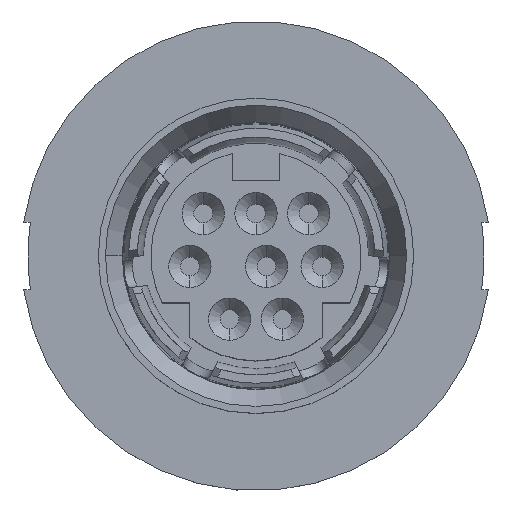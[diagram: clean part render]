
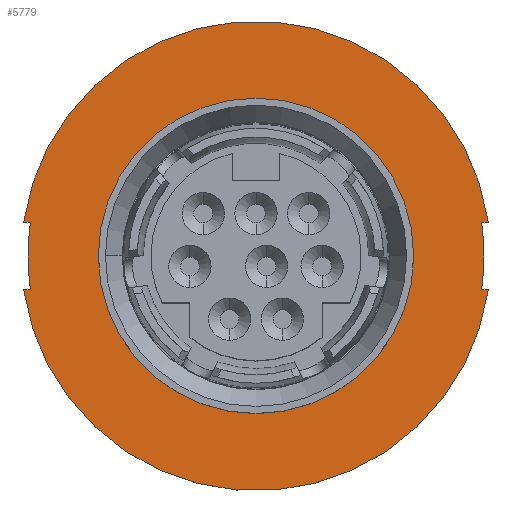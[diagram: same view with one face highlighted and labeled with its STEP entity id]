
A CAD part, top view. The second image highlights one B-rep face of the part: STEP entity #5779.
In plain terms, the highlighted planar face has unit normal (0, 0, 1).
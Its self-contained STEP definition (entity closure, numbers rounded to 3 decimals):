
#876=CARTESIAN_POINT('',(0.,0.,-3.531));
#877=DIRECTION('',(0.,0.,1.));
#878=DIRECTION('',(0.99,0.143,0.));
#879=AXIS2_PLACEMENT_3D('',#876,#877,#878);
#891=CARTESIAN_POINT('',(0.,0.,-3.531));
#892=DIRECTION('',(0.,0.,1.));
#893=DIRECTION('',(-0.99,-0.143,0.));
#894=AXIS2_PLACEMENT_3D('',#891,#892,#893);
#896=DIRECTION('',(-1.,0.,0.));
#897=VECTOR('',#896,0.254);
#898=CARTESIAN_POINT('',(8.799,1.27,-3.531));
#899=LINE('',#898,#897);
#900=CARTESIAN_POINT('',(0.,0.,-3.531));
#901=DIRECTION('',(0.,0.,1.));
#902=DIRECTION('',(0.989,-0.147,0.));
#903=AXIS2_PLACEMENT_3D('',#900,#901,#902);
#905=DIRECTION('',(1.,0.,0.));
#906=VECTOR('',#905,0.254);
#907=CARTESIAN_POINT('',(8.545,-1.27,-3.531));
#908=LINE('',#907,#906);
#909=DIRECTION('',(1.,0.,0.));
#910=VECTOR('',#909,0.254);
#911=CARTESIAN_POINT('',(-8.799,-1.27,-3.531));
#912=LINE('',#911,#910);
#913=CARTESIAN_POINT('',(0.,0.,-3.531));
#914=DIRECTION('',(0.,0.,1.));
#915=DIRECTION('',(-0.989,0.147,0.));
#916=AXIS2_PLACEMENT_3D('',#913,#914,#915);
#918=DIRECTION('',(-1.,0.,0.));
#919=VECTOR('',#918,0.254);
#920=CARTESIAN_POINT('',(-8.545,1.27,-3.531));
#921=LINE('',#920,#919);
#930=CARTESIAN_POINT('',(0.,0.,-3.531));
#931=DIRECTION('',(0.,0.,1.));
#932=DIRECTION('',(0.,1.,0.));
#933=AXIS2_PLACEMENT_3D('',#930,#931,#932);
#935=CARTESIAN_POINT('',(0.,0.,-3.531));
#936=DIRECTION('',(0.,0.,-1.));
#937=DIRECTION('',(0.,1.,0.));
#938=AXIS2_PLACEMENT_3D('',#935,#936,#937);
#4196=CARTESIAN_POINT('',(0.,5.97,-3.531));
#4198=VERTEX_POINT('',#4196);
#4206=CARTESIAN_POINT('',(0.,-5.97,-3.531));
#4208=VERTEX_POINT('',#4206);
#4522=CARTESIAN_POINT('',(8.799,1.27,-3.531));
#4523=VERTEX_POINT('',#4522);
#4524=CARTESIAN_POINT('',(8.799,-1.27,-3.531));
#4525=VERTEX_POINT('',#4524);
#4526=CARTESIAN_POINT('',(-8.799,-1.27,-3.531));
#4527=CARTESIAN_POINT('',(-8.545,-1.27,-3.531));
#4528=VERTEX_POINT('',#4526);
#4529=VERTEX_POINT('',#4527);
#4530=CARTESIAN_POINT('',(-8.545,1.27,-3.531));
#4531=VERTEX_POINT('',#4530);
#4532=CARTESIAN_POINT('',(-8.799,1.27,-3.531));
#4533=VERTEX_POINT('',#4532);
#4534=CARTESIAN_POINT('',(8.545,1.27,-3.531));
#4535=VERTEX_POINT('',#4534);
#4536=CARTESIAN_POINT('',(8.545,-1.27,-3.531));
#4537=VERTEX_POINT('',#4536);
#5752=CARTESIAN_POINT('',(0.,0.,-3.531));
#5753=DIRECTION('',(0.,0.,-1.));
#5754=DIRECTION('',(0.,-1.,0.));
#5755=AXIS2_PLACEMENT_3D('',#5752,#5753,#5754);
#5756=PLANE('',#5755);
#5757=ORIENTED_EDGE('',*,*,#5727,.F.);
#5759=ORIENTED_EDGE('',*,*,#5758,.T.);
#5761=ORIENTED_EDGE('',*,*,#5760,.F.);
#5763=ORIENTED_EDGE('',*,*,#5762,.T.);
#5764=ORIENTED_EDGE('',*,*,#5745,.F.);
#5766=ORIENTED_EDGE('',*,*,#5765,.T.);
#5768=ORIENTED_EDGE('',*,*,#5767,.F.);
#5770=ORIENTED_EDGE('',*,*,#5769,.T.);
#5771=EDGE_LOOP('',(#5757,#5759,#5761,#5763,#5764,#5766,#5768,#5770));
#5772=FACE_OUTER_BOUND('',#5771,.F.);
#5774=ORIENTED_EDGE('',*,*,#5773,.T.);
#5776=ORIENTED_EDGE('',*,*,#5775,.F.);
#5777=EDGE_LOOP('',(#5774,#5776));
#5778=FACE_BOUND('',#5777,.F.);
#880=CIRCLE('',#879,8.89);
#895=CIRCLE('',#894,8.89);
#904=CIRCLE('',#903,8.639);
#917=CIRCLE('',#916,8.639);
#934=CIRCLE('',#933,5.97);
#939=CIRCLE('',#938,5.97);
#5727=EDGE_CURVE('',#4523,#4533,#880,.T.);
#5745=EDGE_CURVE('',#4528,#4525,#895,.T.);
#5758=EDGE_CURVE('',#4523,#4535,#899,.T.);
#5760=EDGE_CURVE('',#4537,#4535,#904,.T.);
#5762=EDGE_CURVE('',#4537,#4525,#908,.T.);
#5765=EDGE_CURVE('',#4528,#4529,#912,.T.);
#5767=EDGE_CURVE('',#4531,#4529,#917,.T.);
#5769=EDGE_CURVE('',#4531,#4533,#921,.T.);
#5773=EDGE_CURVE('',#4198,#4208,#934,.T.);
#5775=EDGE_CURVE('',#4198,#4208,#939,.T.);
#5779=ADVANCED_FACE('',(#5772,#5778),#5756,.F.);
